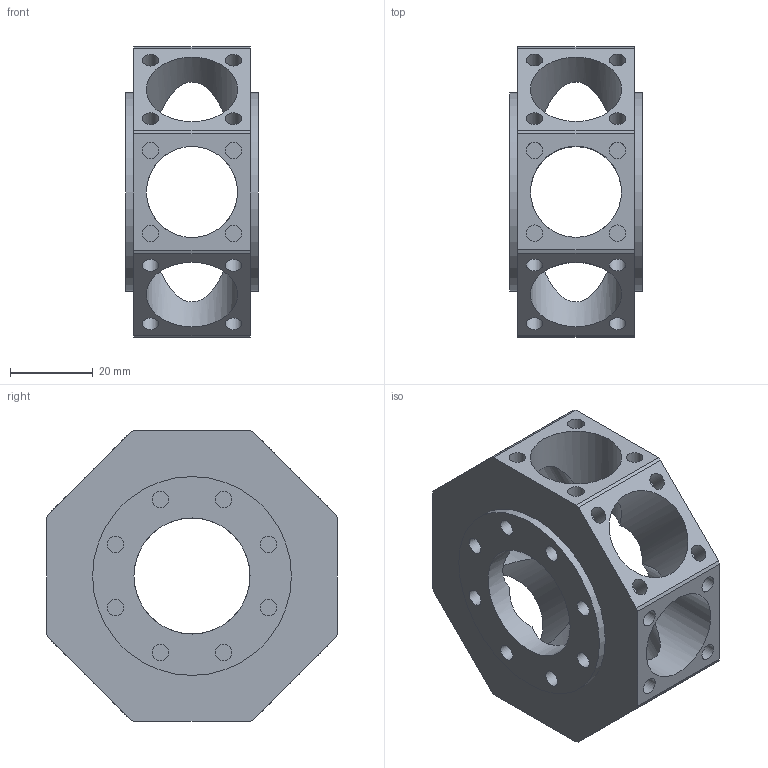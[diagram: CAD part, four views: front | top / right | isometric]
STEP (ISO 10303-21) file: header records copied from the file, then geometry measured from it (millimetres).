
FILE_DESCRIPTION(/* description */ (''),/* implementation_level */ '2;1');
FILE_NAME(/* name */ 'mb_chamber.step',/* time_stamp */ '2021-10-06T10:29:41+01:00',/* author */ (''),/* organization */ (''),/* preprocessor_version */ 'ST-DEVELOPER v18.1',/* originating_system */ 'Autodesk Translation Framework v10.10.0.1391',/* authorisation */ '');
FILE_SCHEMA (('AUTOMOTIVE_DESIGN { 1 0 10303 214 3 1 1 }'));
Length unit declared in the file: millimetre
Products named in the file (1): mb_chamber_0
Bounding box: 32 x 70 x 70 mm (x, y, z)
Volume: 39263.1 mm3; surface area: 23648.5 mm2
Topology: 1 solids, 1 shells, 128 faces, 251 edges, 167 vertices
Faces by surface type: plane 68, cylinder 60
Full cylindrical faces by diameter (mm): 4 x48, 22 x8, 28 x2, 48 x2
Entity records: 3561 total; most frequent: CARTESIAN_POINT 764, DIRECTION 602, ORIENTED_EDGE 502, EDGE_CURVE 251, AXIS2_PLACEMENT_3D 247, EDGE_LOOP 188, VERTEX_POINT 167, FACE_OUTER_BOUND 128
